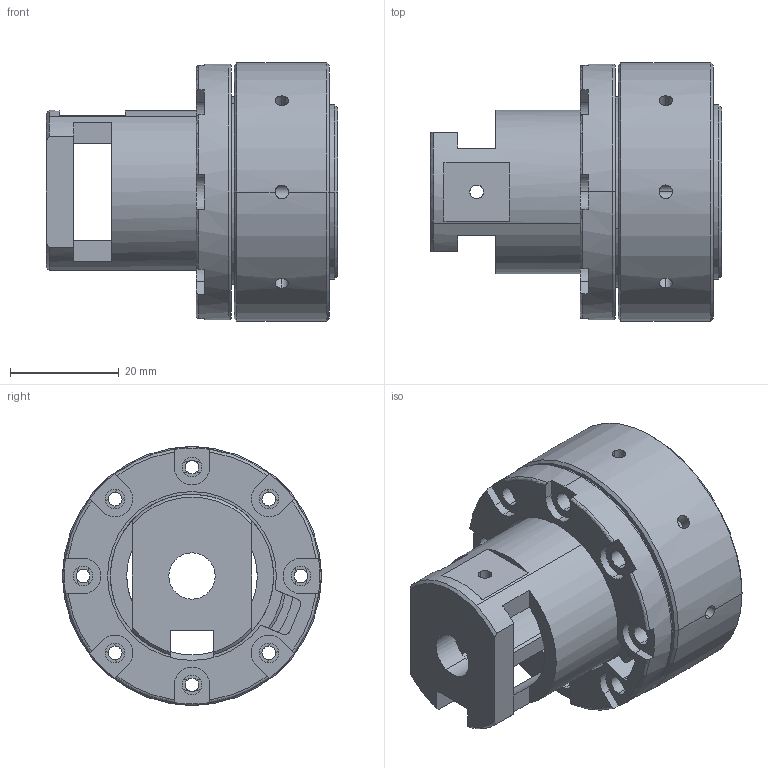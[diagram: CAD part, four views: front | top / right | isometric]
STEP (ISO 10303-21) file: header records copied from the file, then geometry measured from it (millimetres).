
FILE_DESCRIPTION (( 'STEP AP203' ), '1' );
FILE_NAME ('fast_jack_top_piezo.STEP', '2021-11-16T12:59:51', ( 'uesrf' ), ( '' ), 'SwSTEP 2.0', 'SolidWorks 2019', '' );
FILE_SCHEMA (( 'CONFIG_CONTROL_DESIGN' ));
Length unit declared in the file: millimetre
Products named in the file (1): fast_jack_top_piezo
Bounding box: 53.5 x 47.5 x 47.5 mm (x, y, z)
Volume: 31247.6 mm3; surface area: 19076.6 mm2
Topology: 3 solids, 3 shells, 256 faces, 791 edges, 517 vertices
Faces by surface type: cylinder 126, plane 70, cone 47, torus 13
Entity records: 9552 total; most frequent: CARTESIAN_POINT 2191, DIRECTION 1583, ORIENTED_EDGE 1582, EDGE_CURVE 791, AXIS2_PLACEMENT_3D 639, VERTEX_POINT 517, CIRCLE 382, VECTOR 305
